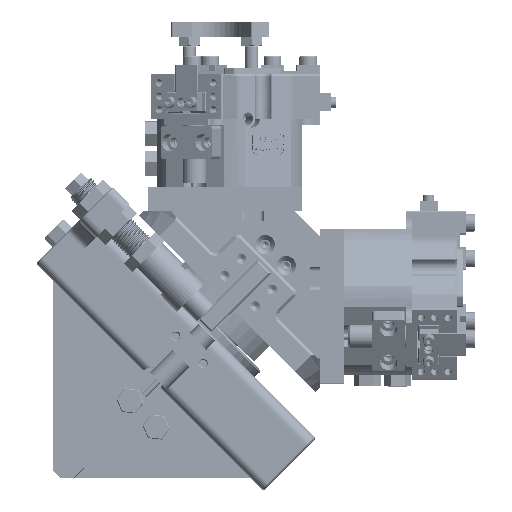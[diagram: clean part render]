
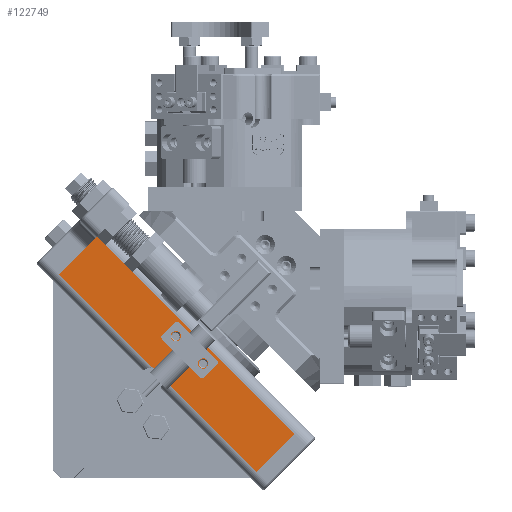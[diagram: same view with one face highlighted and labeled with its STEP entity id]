
A CAD part, top view. The second image highlights one B-rep face of the part: STEP entity #122749.
In plain terms, the highlighted planar face has unit normal (0, 0, 1).
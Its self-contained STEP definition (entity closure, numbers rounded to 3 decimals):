
#1219 = EDGE_CURVE ( 'NONE', #53570, #15649, #58502, .T. ) ;
#1900 = CARTESIAN_POINT ( 'NONE',  ( 48.319, -20.691, 137.098 ) ) ;
#4003 = EDGE_CURVE ( 'NONE', #128489, #43896, #124434, .T. ) ;
#5383 = CIRCLE ( 'NONE', #137069, 1.55 ) ;
#5603 = DIRECTION ( 'NONE',  ( 0., 0., -1. ) ) ;
#6442 = AXIS2_PLACEMENT_3D ( 'NONE', #112754, #59223, #81514 ) ;
#6708 = EDGE_CURVE ( 'NONE', #86939, #92345, #130738, .T. ) ;
#6870 = DIRECTION ( 'NONE',  ( 0., 0., -1. ) ) ;
#8581 = DIRECTION ( 'NONE',  ( 0., 0., -1. ) ) ;
#9713 = CARTESIAN_POINT ( 'NONE',  ( 4.614, 6.179, 137.098 ) ) ;
#10992 = VECTOR ( 'NONE', #76846, 1000. ) ;
#11290 = CARTESIAN_POINT ( 'NONE',  ( 36.537, -25.744, 137.098 ) ) ;
#12398 = DIRECTION ( 'NONE',  ( 0., 0., -1. ) ) ;
#15649 = VERTEX_POINT ( 'NONE', #83844 ) ;
#16868 = VERTEX_POINT ( 'NONE', #105621 ) ;
#17383 = CARTESIAN_POINT ( 'NONE',  ( 17.342, 18.907, 137.098 ) ) ;
#19431 = LINE ( 'NONE', #130805, #10992 ) ;
#20178 = DIRECTION ( 'NONE',  ( 0.707, -0.707, 0. ) ) ;
#21120 = CARTESIAN_POINT ( 'NONE',  ( 2.493, 4.058, 137.098 ) ) ;
#21390 = DIRECTION ( 'NONE',  ( 0., -1., 0. ) ) ;
#21427 = EDGE_LOOP ( 'NONE', ( #123212, #133816 ) ) ;
#22056 = DIRECTION ( 'NONE',  ( 0., 0., 1. ) ) ;
#22495 = DIRECTION ( 'NONE',  ( 0.707, -0.707, 0. ) ) ;
#29053 = VECTOR ( 'NONE', #20178, 1000. ) ;
#33594 = VERTEX_POINT ( 'NONE', #119606 ) ;
#37389 = AXIS2_PLACEMENT_3D ( 'NONE', #56566, #12398, #99264 ) ;
#37643 = LINE ( 'NONE', #83544, #92005 ) ;
#40570 = EDGE_CURVE ( 'NONE', #92345, #33594, #37643, .T. ) ;
#40932 = VERTEX_POINT ( 'NONE', #110414 ) ;
#43896 = VERTEX_POINT ( 'NONE', #55659 ) ;
#48297 = DIRECTION ( 'NONE',  ( 0., -1., 0. ) ) ;
#50282 = CARTESIAN_POINT ( 'NONE',  ( -0.689, 7.24, 137.098 ) ) ;
#50511 = CARTESIAN_POINT ( 'NONE',  ( 49.869, -20.691, 137.098 ) ) ;
#53570 = VERTEX_POINT ( 'NONE', #1900 ) ;
#55659 = CARTESIAN_POINT ( 'NONE',  ( 39.127, -11.499, 137.098 ) ) ;
#56566 = CARTESIAN_POINT ( 'NONE',  ( 40.677, -11.499, 137.098 ) ) ;
#57421 = EDGE_CURVE ( 'NONE', #43896, #128489, #73234, .T. ) ;
#58502 = CIRCLE ( 'NONE', #100553, 1.55 ) ;
#59223 = DIRECTION ( 'NONE',  ( 0., 0., -1. ) ) ;
#59716 = CARTESIAN_POINT ( 'NONE',  ( 49.869, -20.691, 137.098 ) ) ;
#65242 = PLANE ( 'NONE',  #129286 ) ;
#70181 = ORIENTED_EDGE ( 'NONE', *, *, #83950, .T. ) ;
#70276 = CARTESIAN_POINT ( 'NONE',  ( 32.796, -22.002, 137.098 ) ) ;
#71674 = LINE ( 'NONE', #50282, #103914 ) ;
#71987 = DIRECTION ( 'NONE',  ( -0.707, 0.707, 0. ) ) ;
#72718 = CARTESIAN_POINT ( 'NONE',  ( 42.227, -11.499, 137.098 ) ) ;
#73234 = CIRCLE ( 'NONE', #37389, 1.55 ) ;
#76846 = DIRECTION ( 'NONE',  ( 0.707, 0.707, 0. ) ) ;
#77585 = EDGE_CURVE ( 'NONE', #33594, #93177, #19431, .T. ) ;
#78379 = LINE ( 'NONE', #9713, #29053 ) ;
#81514 = DIRECTION ( 'NONE',  ( -0.707, -0.707, 0. ) ) ;
#82109 = ORIENTED_EDGE ( 'NONE', *, *, #4003, .T. ) ;
#82310 = ORIENTED_EDGE ( 'NONE', *, *, #57421, .T. ) ;
#82576 = DIRECTION ( 'NONE',  ( -0.707, -0.707, 0. ) ) ;
#83544 = CARTESIAN_POINT ( 'NONE',  ( 4.614, 6.179, 137.098 ) ) ;
#83844 = CARTESIAN_POINT ( 'NONE',  ( 51.419, -20.691, 137.098 ) ) ;
#83950 = EDGE_CURVE ( 'NONE', #93177, #40932, #136760, .T. ) ;
#86939 = VERTEX_POINT ( 'NONE', #70276 ) ;
#87739 = ORIENTED_EDGE ( 'NONE', *, *, #40570, .T. ) ;
#87742 = EDGE_CURVE ( 'NONE', #15649, #53570, #5383, .T. ) ;
#92005 = VECTOR ( 'NONE', #114786, 1000. ) ;
#92345 = VERTEX_POINT ( 'NONE', #11290 ) ;
#93177 = VERTEX_POINT ( 'NONE', #99707 ) ;
#99264 = DIRECTION ( 'NONE',  ( 0., -1., 0. ) ) ;
#99707 = CARTESIAN_POINT ( 'NONE',  ( 80.628, -44.379, 137.098 ) ) ;
#100553 = AXIS2_PLACEMENT_3D ( 'NONE', #50511, #6870, #116826 ) ;
#103146 = ORIENTED_EDGE ( 'NONE', *, *, #105919, .T. ) ;
#103914 = VECTOR ( 'NONE', #82576, 1000. ) ;
#104809 = FACE_BOUND ( 'NONE', #21427, .T. ) ;
#105532 = ORIENTED_EDGE ( 'NONE', *, *, #106421, .T. ) ;
#105621 = CARTESIAN_POINT ( 'NONE',  ( 1.432, 9.361, 137.098 ) ) ;
#105919 = EDGE_CURVE ( 'NONE', #40932, #16868, #71674, .T. ) ;
#106421 = EDGE_CURVE ( 'NONE', #16868, #86939, #78379, .T. ) ;
#106736 = CARTESIAN_POINT ( 'NONE',  ( 40.677, -11.499, 137.098 ) ) ;
#107966 = VECTOR ( 'NONE', #71987, 1000. ) ;
#109267 = ORIENTED_EDGE ( 'NONE', *, *, #6708, .T. ) ;
#110414 = CARTESIAN_POINT ( 'NONE',  ( 14.16, 22.089, 137.098 ) ) ;
#112754 = CARTESIAN_POINT ( 'NONE',  ( 32.545, -25.994, 137.098 ) ) ;
#114786 = DIRECTION ( 'NONE',  ( 0.707, -0.707, 0. ) ) ;
#116826 = DIRECTION ( 'NONE',  ( 0., -1., 0. ) ) ;
#119606 = CARTESIAN_POINT ( 'NONE',  ( 67.9, -57.107, 137.098 ) ) ;
#122749 = ADVANCED_FACE ( 'NONE', ( #104809, #128437, #133614 ), #65242, .T. ) ;
#123212 = ORIENTED_EDGE ( 'NONE', *, *, #87742, .T. ) ;
#124434 = CIRCLE ( 'NONE', #129815, 1.55 ) ;
#125498 = EDGE_LOOP ( 'NONE', ( #82109, #82310 ) ) ;
#126744 = EDGE_LOOP ( 'NONE', ( #70181, #103146, #105532, #109267, #87739, #136542 ) ) ;
#128437 = FACE_BOUND ( 'NONE', #125498, .T. ) ;
#128489 = VERTEX_POINT ( 'NONE', #72718 ) ;
#129286 = AXIS2_PLACEMENT_3D ( 'NONE', #21120, #22056, #22495 ) ;
#129815 = AXIS2_PLACEMENT_3D ( 'NONE', #106736, #8581, #21390 ) ;
#130738 = CIRCLE ( 'NONE', #6442, 4. ) ;
#130805 = CARTESIAN_POINT ( 'NONE',  ( 65.779, -59.228, 137.098 ) ) ;
#133614 = FACE_OUTER_BOUND ( 'NONE', #126744, .T. ) ;
#133816 = ORIENTED_EDGE ( 'NONE', *, *, #1219, .T. ) ;
#136542 = ORIENTED_EDGE ( 'NONE', *, *, #77585, .T. ) ;
#136760 = LINE ( 'NONE', #17383, #107966 ) ;
#137069 = AXIS2_PLACEMENT_3D ( 'NONE', #59716, #5603, #48297 ) ;
